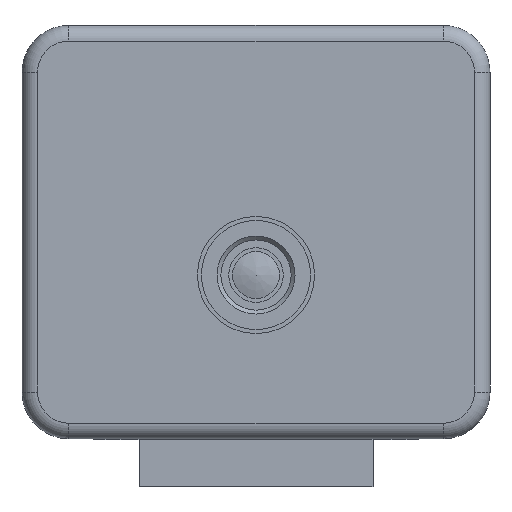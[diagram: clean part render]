
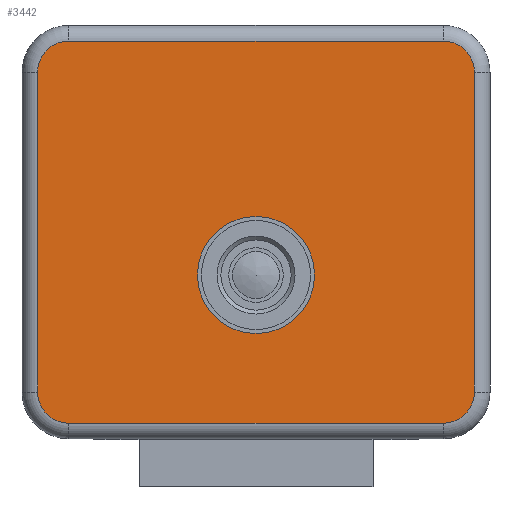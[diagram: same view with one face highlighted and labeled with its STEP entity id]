
A CAD part, front view. The second image highlights one B-rep face of the part: STEP entity #3442.
In plain terms, the highlighted face is planar.
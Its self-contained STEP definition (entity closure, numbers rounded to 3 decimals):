
#3442=ADVANCED_FACE('',(#8366,#8367),#8368,.F.);
#8366=FACE_OUTER_BOUND('',#14931,.T.);
#8367=FACE_BOUND('',#14932,.T.);
#8368=PLANE('',#14933);
#14931=EDGE_LOOP('',(#25068,#25069,#25070,#25071,#25072,#25073,#25074,#25075));
#14932=EDGE_LOOP('',(#25076));
#14933=AXIS2_PLACEMENT_3D('',#25077,#25078,#25079);
#25068=ORIENTED_EDGE('',*,*,#37831,.T.);
#25069=ORIENTED_EDGE('',*,*,#37832,.T.);
#25070=ORIENTED_EDGE('',*,*,#37833,.T.);
#25071=ORIENTED_EDGE('',*,*,#37834,.T.);
#25072=ORIENTED_EDGE('',*,*,#37835,.T.);
#25073=ORIENTED_EDGE('',*,*,#37836,.T.);
#25074=ORIENTED_EDGE('',*,*,#37837,.T.);
#25075=ORIENTED_EDGE('',*,*,#37838,.T.);
#25076=ORIENTED_EDGE('',*,*,#37796,.F.);
#25077=CARTESIAN_POINT('',(-15.0,-15.0,-7.0));
#25078=DIRECTION('',(0.0,0.0,1.0));
#25079=DIRECTION('',(1.0,0.0,0.0));
#37796=EDGE_CURVE('',#42427,#42427,#42428,.T.);
#37831=EDGE_CURVE('',#42476,#42477,#42478,.F.);
#37832=EDGE_CURVE('',#42477,#42479,#42480,.F.);
#37833=EDGE_CURVE('',#42479,#42481,#42482,.F.);
#37834=EDGE_CURVE('',#42481,#42483,#42484,.F.);
#37835=EDGE_CURVE('',#42483,#42485,#42486,.F.);
#37836=EDGE_CURVE('',#42485,#42487,#42488,.F.);
#37837=EDGE_CURVE('',#42487,#42489,#42490,.F.);
#37838=EDGE_CURVE('',#42489,#42476,#42491,.F.);
#42427=VERTEX_POINT('',#49122);
#42428=CIRCLE('',#49123,3.75);
#42476=VERTEX_POINT('',#49193);
#42477=VERTEX_POINT('',#49194);
#42478=LINE('',#49195,#49196);
#42479=VERTEX_POINT('',#49197);
#42480=CIRCLE('',#49198,2.0);
#42481=VERTEX_POINT('',#49199);
#42482=LINE('',#49200,#49201);
#42483=VERTEX_POINT('',#49202);
#42484=CIRCLE('',#49203,2.0);
#42485=VERTEX_POINT('',#49204);
#42486=LINE('',#49205,#49206);
#42487=VERTEX_POINT('',#49207);
#42488=CIRCLE('',#49208,2.0);
#42489=VERTEX_POINT('',#49209);
#42490=LINE('',#49210,#49211);
#42491=CIRCLE('',#49212,2.0);
#49122=CARTESIAN_POINT('',(3.75,1.,-7.));
#49123=AXIS2_PLACEMENT_3D('',#58033,#58034,#58035);
#49193=CARTESIAN_POINT('',(-14.0,-12.0,-7.0));
#49194=CARTESIAN_POINT('',(-14.0,8.5,-7.0));
#49195=CARTESIAN_POINT('',(-14.0,-15.0,-7.0));
#49196=VECTOR('',#58061,1.0);
#49197=CARTESIAN_POINT('',(-12.0,10.5,-7.0));
#49198=AXIS2_PLACEMENT_3D('',#58062,#58063,#58064);
#49199=CARTESIAN_POINT('',(12.0,10.5,-7.0));
#49200=CARTESIAN_POINT('',(-15.0,10.5,-7.0));
#49201=VECTOR('',#58065,1.0);
#49202=CARTESIAN_POINT('',(14.0,8.5,-7.0));
#49203=AXIS2_PLACEMENT_3D('',#58066,#58067,#58068);
#49204=CARTESIAN_POINT('',(14.0,-12.0,-7.0));
#49205=CARTESIAN_POINT('',(14.0,-15.0,-7.0));
#49206=VECTOR('',#58069,1.0);
#49207=CARTESIAN_POINT('',(12.0,-14.0,-7.0));
#49208=AXIS2_PLACEMENT_3D('',#58070,#58071,#58072);
#49209=CARTESIAN_POINT('',(-12.0,-14.0,-7.0));
#49210=CARTESIAN_POINT('',(-15.0,-14.0,-7.0));
#49211=VECTOR('',#58073,1.0);
#49212=AXIS2_PLACEMENT_3D('',#58074,#58075,#58076);
#58033=CARTESIAN_POINT('',(0.,1.,-7.));
#58034=DIRECTION('',(0.0,0.0,-1.0));
#58035=DIRECTION('',(1.0,0.0,0.0));
#58061=DIRECTION('',(0.0,-1.0,0.0));
#58062=CARTESIAN_POINT('',(-12.0,8.5,-7.0));
#58063=DIRECTION('',(0.0,0.0,1.0));
#58064=DIRECTION('',(1.0,0.0,0.0));
#58065=DIRECTION('',(-1.0,0.0,0.0));
#58066=CARTESIAN_POINT('',(12.0,8.5,-7.0));
#58067=DIRECTION('',(0.0,0.0,1.0));
#58068=DIRECTION('',(1.0,0.0,0.0));
#58069=DIRECTION('',(0.0,1.0,0.0));
#58070=CARTESIAN_POINT('',(12.0,-12.0,-7.0));
#58071=DIRECTION('',(0.0,0.0,1.0));
#58072=DIRECTION('',(1.0,0.0,0.0));
#58073=DIRECTION('',(1.0,0.0,0.0));
#58074=CARTESIAN_POINT('',(-12.0,-12.0,-7.0));
#58075=DIRECTION('',(0.0,0.0,1.0));
#58076=DIRECTION('',(1.0,0.0,0.0));
